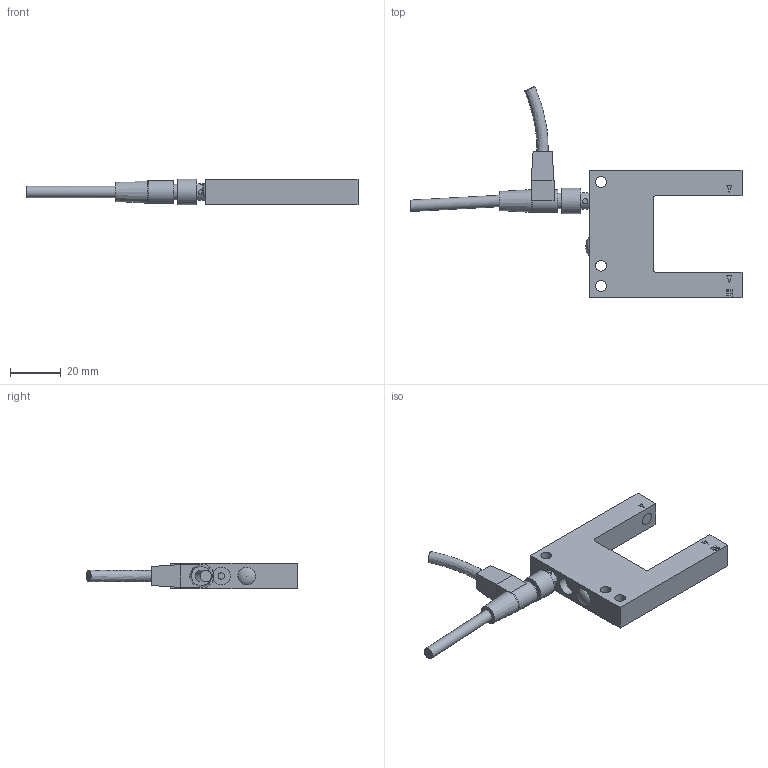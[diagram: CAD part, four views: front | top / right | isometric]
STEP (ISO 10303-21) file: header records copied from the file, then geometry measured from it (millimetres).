
FILE_DESCRIPTION(/* description */ (''),/* implementation_level */ '2;1');
FILE_NAME(/* name */ 'OGUTI_031.stp',/* time_stamp */ '2015-07-22T10:57:14+02:00',/* author */ ('lck'),/* organization */ (''),/* preprocessor_version */ 'ST-DEVELOPER v15.6',/* originating_system */ 'Autodesk Inventor 2015',/* authorisation */ '');
FILE_SCHEMA (('AUTOMOTIVE_DESIGN { 1 0 10303 214 3 1 1 }'));
Length unit declared in the file: millimetre
Products named in the file (6): OGUTI_031; Steckeranschluß M8 mit LED; Stecker_gerade; Stecker_abgewinkelt; Teachtaste
Assembly tree (5 placements, depth 2):
  OGUTI_031
    OGUTI_031
    Steckeranschluß M8 mit LED
    Stecker_gerade
    Stecker_abgewinkelt
    Teachtaste
Bounding box: 130.71 x 83.09 x 10 mm (x, y, z)
Volume: 24592.3 mm3; surface area: 10901.4 mm2
Topology: 5 solids, 5 shells, 146 faces, 315 edges, 208 vertices
Faces by surface type: plane 110, cylinder 31, bspline 3, cone 2
Full cylindrical faces by diameter (mm): 2.5 x2, 3 x1, 4 x1, 4.3 x3, 5 x2, 6 x2, 6.5 x2, 7 x2, 8 x1, 9 x2, 10 x2
Entity records: 4475 total; most frequent: CARTESIAN_POINT 1204, DIRECTION 642, ORIENTED_EDGE 576, EDGE_CURVE 288, LINE 214, VECTOR 214, AXIS2_PLACEMENT_3D 214, EDGE_LOOP 205
